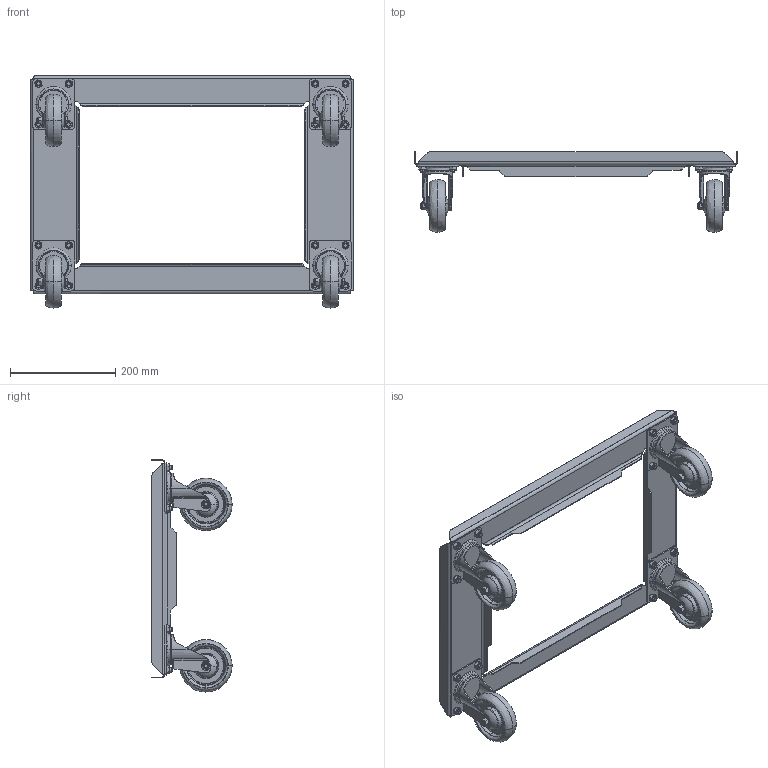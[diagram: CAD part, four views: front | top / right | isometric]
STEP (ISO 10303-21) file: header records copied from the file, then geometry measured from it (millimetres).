
FILE_DESCRIPTION (( 'STEP AP214' ), '1' );
FILE_NAME ('0046891_TRO-600X400-L-IV-TPK-VA_(A-01).step', '2020-01-16T11:33:58', ( '' ), ( '' ), 'SwSTEP 2.0', 'SolidWorks 2018', '' );
FILE_SCHEMA (( 'AUTOMOTIVE_DESIGN' ));
Length unit declared in the file: millimetre
Products named in the file (1): 0046891_TRO-600X400-L-IV-TPK-VA_(A-01)
Bounding box: 615 x 153 x 442.25 mm (x, y, z)
Volume: 1153133.7 mm3; surface area: 810072.7 mm2
Topology: 53 solids, 61 shells, 1950 faces, 4332 edges, 2600 vertices
Faces by surface type: plane 570, cylinder 540, cone 424, torus 328, bspline 88
Entity records: 80118 total; most frequent: CARTESIAN_POINT 15065, DIRECTION 9442, ORIENTED_EDGE 8632, EDGE_CURVE 4316, AXIS2_PLACEMENT_3D 4015, VERTEX_POINT 2600, EDGE_LOOP 2208, CIRCLE 2152
